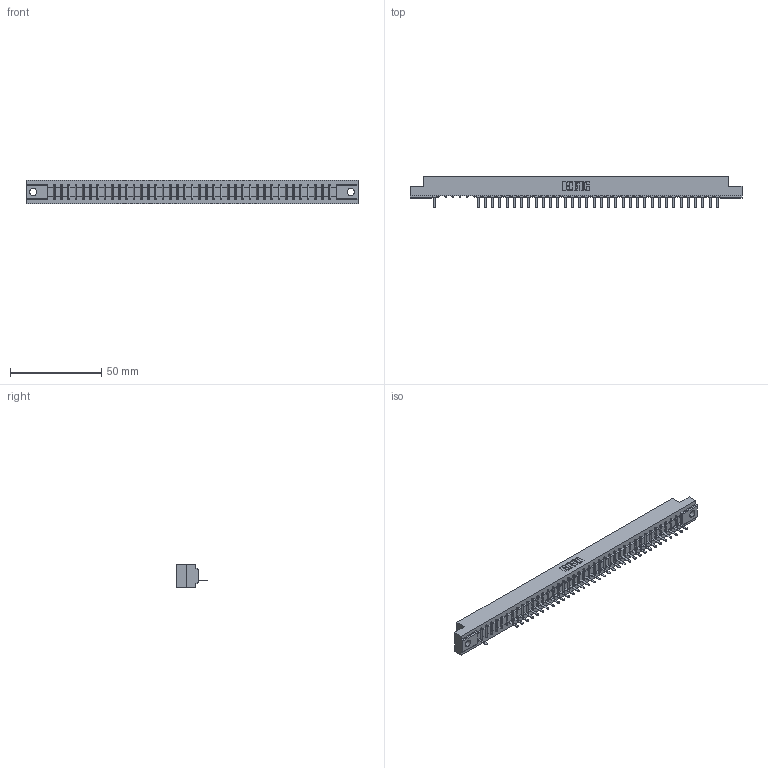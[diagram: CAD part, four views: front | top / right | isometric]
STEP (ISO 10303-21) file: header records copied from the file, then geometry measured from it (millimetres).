
FILE_DESCRIPTION (( 'STEP AP203' ), '1' );
FILE_NAME ('357-040-521-104.STEP', '2018-08-11T05:18:36', ( '' ), ( '' ), 'SwSTEP 2.0', 'SolidWorks 2016', '' );
FILE_SCHEMA (( 'CONFIG_CONTROL_DESIGN' ));
Length unit declared in the file: inch
Products named in the file (3): 307 Part_.156 Dia Mounting Holes; 307-290-002_521; 357-040-521-104
Assembly tree (36 placements, depth 2):
  357-040-521-104
    307 Part_.156 Dia Mounting Holes
    307-290-002_521  x35
Bounding box: 181.51 x 17.42 x 12.7 mm (x, y, z)
Volume: 19160.2 mm3; surface area: 22962.3 mm2
Topology: 36 solids, 36 shells, 2863 faces, 8799 edges, 5754 vertices
Faces by surface type: plane 1719, cylinder 1062, sphere 82
Entity records: 35514 total; most frequent: CARTESIAN_POINT 6017, ORIENTED_EDGE 6010, DIRECTION 5833, EDGE_CURVE 3005, LINE 2309, VECTOR 2309, VERTEX_POINT 1946, AXIS2_PLACEMENT_3D 1762
